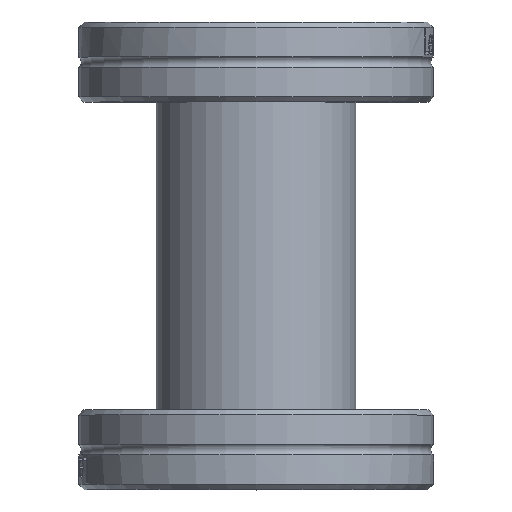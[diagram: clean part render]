
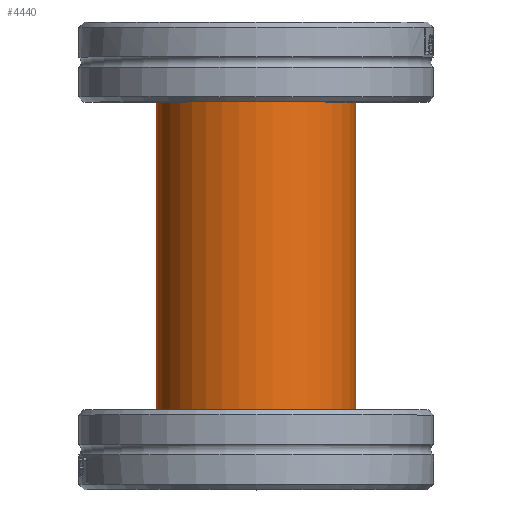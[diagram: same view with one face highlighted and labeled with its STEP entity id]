
A CAD part, top view. The second image highlights one B-rep face of the part: STEP entity #4440.
In plain terms, the highlighted cylindrical face has radius 9.5 mm (diameter 19 mm), a full revolution.
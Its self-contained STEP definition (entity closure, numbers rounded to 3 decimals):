
#846=CYLINDRICAL_SURFACE('',#4944,9.5);
#1052=FACE_BOUND('',#1688,.T.);
#1316=FACE_OUTER_BOUND('',#1687,.T.);
#1687=EDGE_LOOP('',(#4137));
#1688=EDGE_LOOP('',(#4138));
#1855=CIRCLE('',#4945,9.5);
#1856=CIRCLE('',#4946,9.5);
#2293=VERTEX_POINT('',#10612);
#2294=VERTEX_POINT('',#10614);
#2909=EDGE_CURVE('',#2293,#2293,#1855,.T.);
#2910=EDGE_CURVE('',#2294,#2294,#1856,.T.);
#4137=ORIENTED_EDGE('',*,*,#2909,.F.);
#4138=ORIENTED_EDGE('',*,*,#2910,.T.);
#4440=ADVANCED_FACE('',(#1316,#1052),#846,.T.);
#4944=AXIS2_PLACEMENT_3D('',#10611,#5963,#5964);
#4945=AXIS2_PLACEMENT_3D('',#10613,#5965,#5966);
#4946=AXIS2_PLACEMENT_3D('',#10615,#5967,#5968);
#5963=DIRECTION('center_axis',(0.,0.,-1.));
#5964=DIRECTION('ref_axis',(-1.,0.,0.));
#5965=DIRECTION('center_axis',(0.,0.,-1.));
#5966=DIRECTION('ref_axis',(-1.,0.,0.));
#5967=DIRECTION('center_axis',(0.,0.,-1.));
#5968=DIRECTION('ref_axis',(-1.,0.,0.));
#10611=CARTESIAN_POINT('Origin',(0.,0.,0.));
#10612=CARTESIAN_POINT('',(9.5,0.,-36.6));
#10613=CARTESIAN_POINT('Origin',(0.,0.,-36.6));
#10614=CARTESIAN_POINT('',(9.5,0.,0.));
#10615=CARTESIAN_POINT('Origin',(0.,0.,0.));
